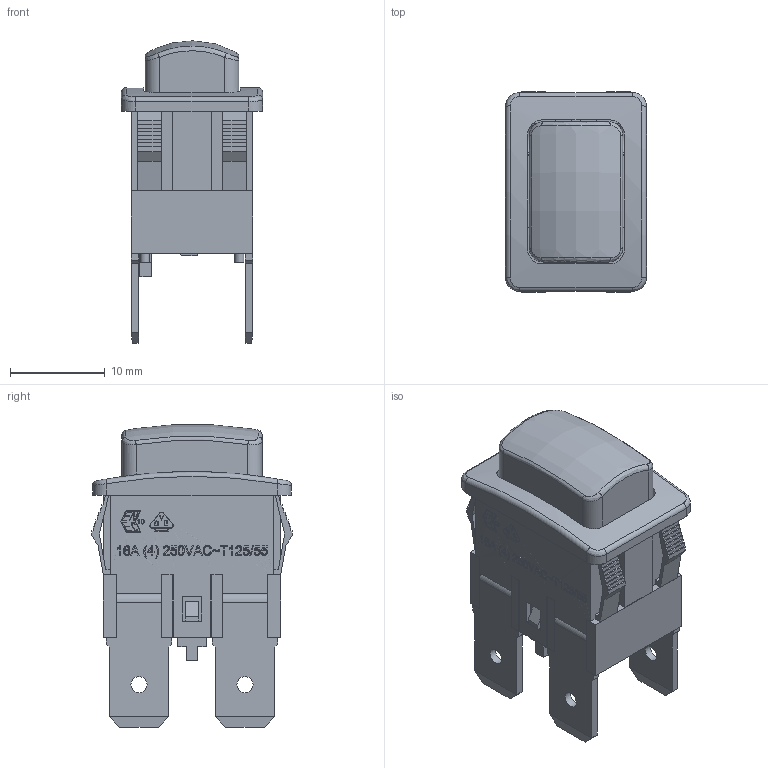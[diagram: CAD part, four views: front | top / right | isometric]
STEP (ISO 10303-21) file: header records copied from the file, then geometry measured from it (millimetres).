
FILE_DESCRIPTION((' '),'2;1');
FILE_NAME('PA4B4Cx000-1xx.stp','2017-07-21T11:48:48',(' '),(' '),' ','ACIS',' ');
FILE_SCHEMA(('CONFIG_CONTROL_DESIGN'));
Length unit declared in the file: inch
Products named in the file (1): PA4B4Cx000-1xx.stp
Bounding box: 14.9 x 21.2 x 31.95 mm (x, y, z)
Volume: 2645.1 mm3; surface area: 6258.9 mm2
Topology: 1 solids, 1 shells, 1514 faces, 4054 edges, 2574 vertices
Faces by surface type: plane 1128, bspline 273, cylinder 108, torus 5
Full cylindrical faces by diameter (mm): 0.95 x4, 1.7 x3, 2.5 x2, 3 x1
Entity records: 48746 total; most frequent: CARTESIAN_POINT 12646, ORIENTED_EDGE 8076, DIRECTION 6219, EDGE_CURVE 4038, VECTOR 3231, LINE 3231, VERTEX_POINT 2571, EDGE_LOOP 1647
